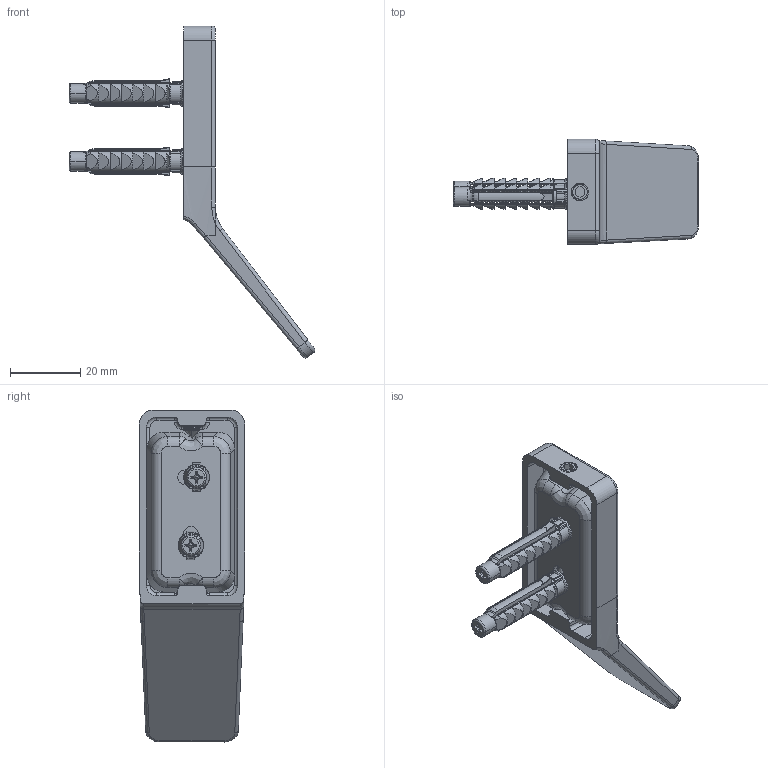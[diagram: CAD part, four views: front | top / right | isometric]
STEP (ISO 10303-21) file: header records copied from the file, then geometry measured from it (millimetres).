
FILE_DESCRIPTION((''),'2;1');
FILE_NAME('FD6-PZA-07-11_ASM','2021-05-12T17:14:37',('Administrator'),(''),'CREO PARAMETRIC BY PTC INC, 2018100','CREO PARAMETRIC BY PTC INC, 2018100','');
FILE_SCHEMA(('CONFIG_CONTROL_DESIGN'));
Length unit declared in the file: millimetre
Products named in the file (7): 67010; 675000_11; YCG4X30_1; SJ-PJ-06_1; DIBAN_ASM_1_ASM; M5X8NJ; FD6-PZA-07-11_ASM
Assembly tree (8 placements, depth 3):
  FD6-PZA-07-11_ASM
    67010
    DIBAN_ASM_1_ASM
      675000_11
      YCG4X30_1  x2
      SJ-PJ-06_1  x2
    M5X8NJ
Bounding box: 69.93 x 30 x 94.63 mm (x, y, z)
Volume: 16318.5 mm3; surface area: 16886.9 mm2
Topology: 7 solids, 8 shells, 711 faces, 2043 edges, 1334 vertices
Faces by surface type: plane 287, cylinder 196, bspline 96, torus 66, cone 46, sphere 12, extrusion 8
Entity records: 25226 total; most frequent: CARTESIAN_POINT 13745, ORIENTED_EDGE 2576, DIRECTION 2096, EDGE_CURVE 1290, VERTEX_POINT 835, AXIS2_PLACEMENT_3D 773, VECTOR 550, LINE 544
